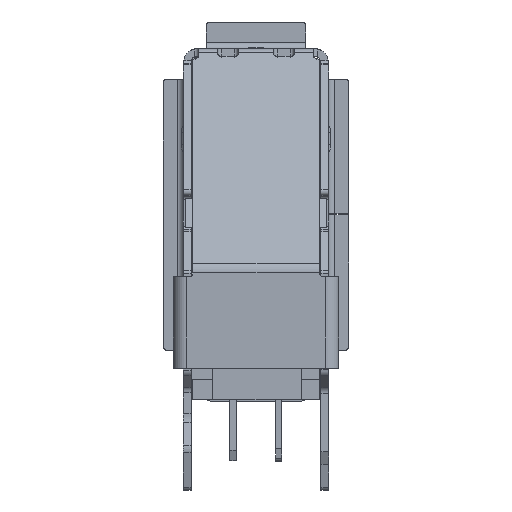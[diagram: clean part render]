
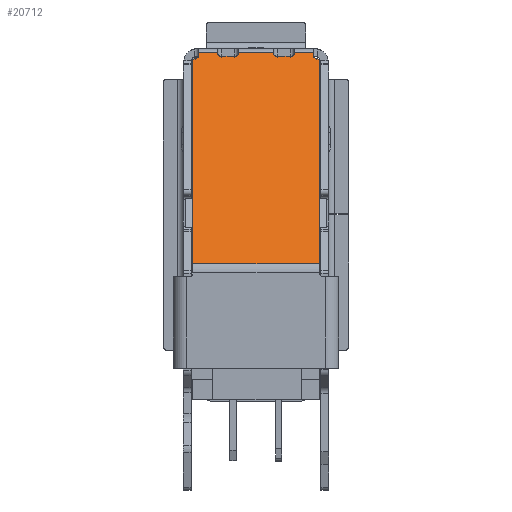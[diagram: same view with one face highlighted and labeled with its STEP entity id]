
A CAD part, left-side view. The second image highlights one B-rep face of the part: STEP entity #20712.
In plain terms, the highlighted face is planar.
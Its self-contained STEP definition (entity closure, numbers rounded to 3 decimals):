
#846=CIRCLE('',#21626,0.15);
#854=CIRCLE('',#21640,0.15);
#856=CIRCLE('',#21644,0.15);
#859=CIRCLE('',#21648,0.15);
#860=CIRCLE('',#21650,0.15);
#1183=CIRCLE('',#22359,0.15);
#1185=CIRCLE('',#22362,0.15);
#1191=CIRCLE('',#22372,0.15);
#2164=FACE_OUTER_BOUND('',#3270,.T.);
#3270=EDGE_LOOP('',(#18006,#18007,#18008,#18009,#18010,#18011,#18012,#18013,
#18014,#18015,#18016,#18017,#18018,#18019,#18020,#18021,#18022,#18023,#18024,
#18025,#18026,#18027));
#4629=LINE('',#31074,#6926);
#4639=LINE('',#31106,#6936);
#4641=LINE('',#31112,#6938);
#4647=LINE('',#31130,#6944);
#4653=LINE('',#31160,#6950);
#5119=LINE('',#32731,#7416);
#5126=LINE('',#32745,#7423);
#5136=LINE('',#32777,#7433);
#5140=LINE('',#32786,#7437);
#5471=LINE('',#33797,#7768);
#5480=LINE('',#33826,#7777);
#5486=LINE('',#33843,#7783);
#5487=LINE('',#33846,#7784);
#5488=LINE('',#33847,#7785);
#6926=VECTOR('',#25118,0.5);
#6936=VECTOR('',#25150,0.067);
#6938=VECTOR('',#25156,0.76);
#6944=VECTOR('',#25172,0.5);
#6950=VECTOR('',#25202,0.76);
#7416=VECTOR('',#26498,0.184);
#7423=VECTOR('',#26511,0.067);
#7433=VECTOR('',#26543,0.067);
#7437=VECTOR('',#26551,1.4);
#7768=VECTOR('',#27426,0.19);
#7777=VECTOR('',#27453,11.145);
#7783=VECTOR('',#27473,0.067);
#7784=VECTOR('',#27476,11.151);
#7785=VECTOR('',#27477,5.);
#8978=VERTEX_POINT('',#31068);
#8980=VERTEX_POINT('',#31072);
#8981=VERTEX_POINT('',#31076);
#8991=VERTEX_POINT('',#31105);
#8993=VERTEX_POINT('',#31111);
#8996=VERTEX_POINT('',#31118);
#8997=VERTEX_POINT('',#31120);
#9000=VERTEX_POINT('',#31128);
#9001=VERTEX_POINT('',#31132);
#9005=VERTEX_POINT('',#31141);
#9006=VERTEX_POINT('',#31143);
#9007=VERTEX_POINT('',#31147);
#9010=VERTEX_POINT('',#31154);
#9012=VERTEX_POINT('',#31158);
#9457=VERTEX_POINT('',#32776);
#9460=VERTEX_POINT('',#32785);
#9757=VERTEX_POINT('',#33796);
#9759=VERTEX_POINT('',#33802);
#9761=VERTEX_POINT('',#33808);
#9763=VERTEX_POINT('',#33814);
#9772=VERTEX_POINT('',#33839);
#9773=VERTEX_POINT('',#33845);
#11421=EDGE_CURVE('',#8980,#8978,#4629,.T.);
#11422=EDGE_CURVE('',#8981,#8978,#846,.T.);
#11437=EDGE_CURVE('',#8981,#8991,#4639,.T.);
#11440=EDGE_CURVE('',#8991,#8993,#4641,.T.);
#11444=EDGE_CURVE('',#8997,#8996,#854,.T.);
#11449=EDGE_CURVE('',#9000,#8996,#4647,.T.);
#11451=EDGE_CURVE('',#9000,#9001,#856,.T.);
#11455=EDGE_CURVE('',#9006,#9005,#859,.T.);
#11457=EDGE_CURVE('',#9007,#9006,#860,.T.);
#11463=EDGE_CURVE('',#9012,#9010,#4653,.T.);
#12129=EDGE_CURVE('',#9007,#9012,#5119,.T.);
#12137=EDGE_CURVE('',#9010,#9001,#5126,.T.);
#12153=EDGE_CURVE('',#8997,#9457,#5136,.T.);
#12158=EDGE_CURVE('',#9457,#9460,#5140,.T.);
#12616=EDGE_CURVE('',#8993,#9757,#5471,.T.);
#12619=EDGE_CURVE('',#9759,#9757,#1183,.T.);
#12622=EDGE_CURVE('',#9761,#9759,#1185,.T.);
#12631=EDGE_CURVE('',#9763,#9761,#5480,.T.);
#12639=EDGE_CURVE('',#8980,#9772,#1191,.T.);
#12640=EDGE_CURVE('',#9772,#9460,#5486,.T.);
#12641=EDGE_CURVE('',#9773,#9005,#5487,.T.);
#12642=EDGE_CURVE('',#9763,#9773,#5488,.T.);
#18006=ORIENTED_EDGE('',*,*,#12640,.T.);
#18007=ORIENTED_EDGE('',*,*,#12158,.F.);
#18008=ORIENTED_EDGE('',*,*,#12153,.F.);
#18009=ORIENTED_EDGE('',*,*,#11444,.T.);
#18010=ORIENTED_EDGE('',*,*,#11449,.F.);
#18011=ORIENTED_EDGE('',*,*,#11451,.T.);
#18012=ORIENTED_EDGE('',*,*,#12137,.F.);
#18013=ORIENTED_EDGE('',*,*,#11463,.F.);
#18014=ORIENTED_EDGE('',*,*,#12129,.F.);
#18015=ORIENTED_EDGE('',*,*,#11457,.T.);
#18016=ORIENTED_EDGE('',*,*,#11455,.T.);
#18017=ORIENTED_EDGE('',*,*,#12641,.F.);
#18018=ORIENTED_EDGE('',*,*,#12642,.F.);
#18019=ORIENTED_EDGE('',*,*,#12631,.T.);
#18020=ORIENTED_EDGE('',*,*,#12622,.T.);
#18021=ORIENTED_EDGE('',*,*,#12619,.T.);
#18022=ORIENTED_EDGE('',*,*,#12616,.F.);
#18023=ORIENTED_EDGE('',*,*,#11440,.F.);
#18024=ORIENTED_EDGE('',*,*,#11437,.F.);
#18025=ORIENTED_EDGE('',*,*,#11422,.T.);
#18026=ORIENTED_EDGE('',*,*,#11421,.F.);
#18027=ORIENTED_EDGE('',*,*,#12639,.T.);
#19701=PLANE('',#22374);
#20712=ADVANCED_FACE('',(#2164),#19701,.F.);
#21626=AXIS2_PLACEMENT_3D('',#31077,#25121,#25122);
#21640=AXIS2_PLACEMENT_3D('',#31121,#25163,#25164);
#21644=AXIS2_PLACEMENT_3D('',#31135,#25176,#25177);
#21648=AXIS2_PLACEMENT_3D('',#31144,#25185,#25186);
#21650=AXIS2_PLACEMENT_3D('',#31148,#25190,#25191);
#22359=AXIS2_PLACEMENT_3D('',#33803,#27431,#27432);
#22362=AXIS2_PLACEMENT_3D('',#33809,#27438,#27439);
#22372=AXIS2_PLACEMENT_3D('',#33841,#27469,#27470);
#22374=AXIS2_PLACEMENT_3D('',#33844,#27474,#27475);
#25118=DIRECTION('',(0.,0.,-1.));
#25121=DIRECTION('center_axis',(-0.717,-0.697,0.));
#25122=DIRECTION('ref_axis',(0.,0.,
-1.));
#25150=DIRECTION('',(-0.697,0.717,0.));
#25156=DIRECTION('',(0.,0.,-1.));
#25163=DIRECTION('center_axis',(-0.717,-0.697,0.));
#25164=DIRECTION('ref_axis',(0.,0.,
-1.));
#25172=DIRECTION('',(0.,0.,-1.));
#25176=DIRECTION('center_axis',(-0.717,-0.697,0.));
#25177=DIRECTION('ref_axis',(0.697,-0.717,0.));
#25185=DIRECTION('center_axis',(0.717,0.697,0.));
#25186=DIRECTION('ref_axis',(-0.683,0.703,0.2));
#25190=DIRECTION('center_axis',(-0.717,-0.697,0.));
#25191=DIRECTION('ref_axis',(0.,0.,
-1.));
#25202=DIRECTION('',(0.,0.,-1.));
#26498=DIRECTION('',(-0.697,0.717,0.));
#26511=DIRECTION('',(0.697,-0.717,0.));
#26543=DIRECTION('',(-0.697,0.717,0.));
#26551=DIRECTION('',(0.,0.,-1.));
#27426=DIRECTION('',(0.697,-0.717,0.));
#27431=DIRECTION('center_axis',(-0.717,-0.697,0.));
#27432=DIRECTION('ref_axis',(0.683,-0.703,0.2));
#27438=DIRECTION('center_axis',(0.717,0.697,0.));
#27439=DIRECTION('ref_axis',(0.,0.,
-1.));
#27453=DIRECTION('',(-0.697,0.717,0.));
#27469=DIRECTION('center_axis',(-0.717,-0.697,0.));
#27470=DIRECTION('ref_axis',(0.697,-0.717,0.));
#27473=DIRECTION('',(-0.697,0.717,0.));
#27474=DIRECTION('center_axis',(-0.717,-0.697,0.));
#27475=DIRECTION('ref_axis',(0.697,-0.717,0.));
#27476=DIRECTION('',(-0.697,0.717,0.));
#27477=DIRECTION('',(0.,0.,1.));
#31068=CARTESIAN_POINT('',(6.806,2.743,-1.61));
#31072=CARTESIAN_POINT('',(6.806,2.743,-1.11));
#31074=CARTESIAN_POINT('',(6.806,2.743,-1.11));
#31076=CARTESIAN_POINT('',(6.702,2.85,-1.76));
#31077=CARTESIAN_POINT('Origin',(6.702,2.85,-1.61));
#31105=CARTESIAN_POINT('',(6.655,2.898,-1.76));
#31106=CARTESIAN_POINT('',(6.702,2.85,-1.76));
#31111=CARTESIAN_POINT('',(6.655,2.898,-2.52));
#31112=CARTESIAN_POINT('',(6.655,2.898,-1.76));
#31118=CARTESIAN_POINT('',(6.806,2.743,0.59));
#31120=CARTESIAN_POINT('',(6.702,2.85,0.44));
#31121=CARTESIAN_POINT('Origin',(6.702,2.85,0.59));
#31128=CARTESIAN_POINT('',(6.806,2.743,1.09));
#31130=CARTESIAN_POINT('',(6.806,2.743,1.09));
#31132=CARTESIAN_POINT('',(6.702,2.85,1.24));
#31135=CARTESIAN_POINT('Origin',(6.702,2.85,1.09));
#31141=CARTESIAN_POINT('',(6.988,2.556,2.24));
#31143=CARTESIAN_POINT('',(6.885,2.661,2.12));
#31144=CARTESIAN_POINT('Origin',(6.988,2.556,2.09));
#31147=CARTESIAN_POINT('',(6.783,2.767,2.));
#31148=CARTESIAN_POINT('Origin',(6.783,2.767,2.15));
#31154=CARTESIAN_POINT('',(6.655,2.898,1.24));
#31158=CARTESIAN_POINT('',(6.655,2.898,2.));
#31160=CARTESIAN_POINT('',(6.655,2.898,2.));
#32731=CARTESIAN_POINT('',(6.783,2.767,2.));
#32745=CARTESIAN_POINT('',(6.655,2.898,1.24));
#32776=CARTESIAN_POINT('',(6.655,2.898,0.44));
#32777=CARTESIAN_POINT('',(6.702,2.85,0.44));
#32785=CARTESIAN_POINT('',(6.655,2.898,-0.96));
#32786=CARTESIAN_POINT('',(6.655,2.898,0.44));
#33796=CARTESIAN_POINT('',(6.787,2.762,-2.52));
#33797=CARTESIAN_POINT('',(6.655,2.898,-2.52));
#33802=CARTESIAN_POINT('',(6.89,2.657,-2.64));
#33803=CARTESIAN_POINT('Origin',(6.787,2.762,-2.67));
#33808=CARTESIAN_POINT('',(6.992,2.551,-2.76));
#33809=CARTESIAN_POINT('Origin',(6.992,2.551,-2.61));
#33814=CARTESIAN_POINT('',(14.759,-5.442,-2.76));
#33826=CARTESIAN_POINT('',(14.759,-5.442,-2.76));
#33839=CARTESIAN_POINT('',(6.702,2.85,-0.96));
#33841=CARTESIAN_POINT('Origin',(6.702,2.85,-1.11));
#33843=CARTESIAN_POINT('',(6.702,2.85,-0.96));
#33844=CARTESIAN_POINT('Origin',(6.655,2.898,-2.76));
#33845=CARTESIAN_POINT('',(14.759,-5.442,2.24));
#33846=CARTESIAN_POINT('',(14.759,-5.442,2.24));
#33847=CARTESIAN_POINT('',(14.759,-5.442,-2.76));
